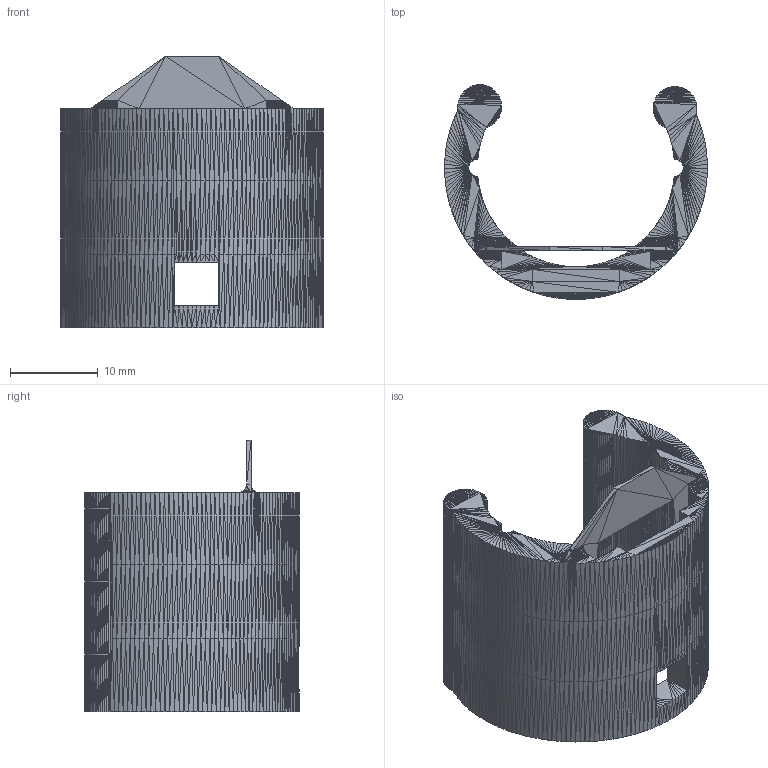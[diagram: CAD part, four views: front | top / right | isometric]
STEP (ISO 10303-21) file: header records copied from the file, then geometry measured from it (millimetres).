
FILE_DESCRIPTION(/* description */ (''),/* implementation_level */ '2;1');
FILE_NAME(/* name */ 'twomes-boiler-monitor-enclosure-clamp.step',/* time_stamp */ '2022-01-06T20:39:04+01:00',/* author */ (''),/* organization */ (''),/* preprocessor_version */ 'ST-DEVELOPER v18.1',/* originating_system */ 'Autodesk Translation Framework v10.10.0.1391',/* authorisation */ '');
FILE_SCHEMA (('AUTOMOTIVE_DESIGN { 1 0 10303 214 3 1 1 }'));
Products named in the file (1): Untitled
Bounding box: 30 x 24.48 x 31 mm (x, y, z)
Volume: 5058.8 mm3; surface area: 4255.5 mm2
Topology: 1 solids, 1 shells, 4180 faces, 6270 edges, 2088 vertices
Faces by surface type: plane 4180
Entity records: 81547 total; most frequent: DIRECTION 14632, ORIENTED_EDGE 12540, CARTESIAN_POINT 12539, LINE 6270, VECTOR 6270, EDGE_CURVE 6270, AXIS2_PLACEMENT_3D 4181, FACE_OUTER_BOUND 4180
